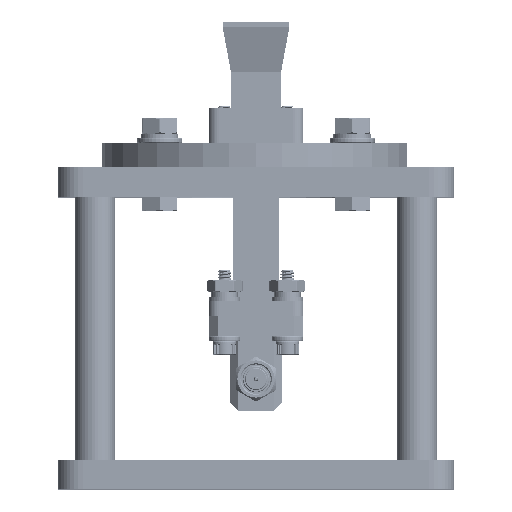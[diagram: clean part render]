
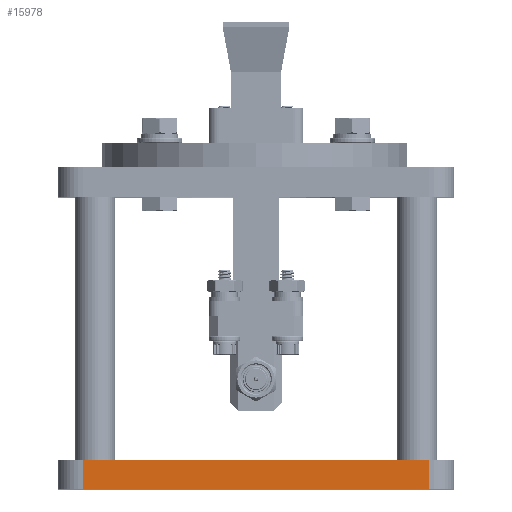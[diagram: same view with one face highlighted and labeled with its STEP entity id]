
A CAD part, top view. The second image highlights one B-rep face of the part: STEP entity #15978.
In plain terms, the highlighted face is planar.
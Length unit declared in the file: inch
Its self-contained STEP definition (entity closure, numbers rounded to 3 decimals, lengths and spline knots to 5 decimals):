
#473 = AXIS2_PLACEMENT_3D ( 'NONE', #10988, #581, #39649 ) ;
#581 = DIRECTION ( 'NONE',  ( 0., 0., 1. ) ) ;
#4478 = CARTESIAN_POINT ( 'NONE',  ( 1.37795, 0.23622, -1.5748 ) ) ;
#5273 = EDGE_LOOP ( 'NONE', ( #7467, #15998, #16486, #20970 ) ) ;
#6096 = CARTESIAN_POINT ( 'NONE',  ( -1.37795, 0.23622, -1.5748 ) ) ;
#6357 = CARTESIAN_POINT ( 'NONE',  ( 1.37795, 0.23622, -1.5748 ) ) ;
#7345 = EDGE_CURVE ( 'NONE', #33453, #25584, #15338, .T. ) ;
#7467 = ORIENTED_EDGE ( 'NONE', *, *, #16886, .T. ) ;
#8325 = VECTOR ( 'NONE', #41168, 39.37008 ) ;
#10375 = LINE ( 'NONE', #28598, #23187 ) ;
#10988 = CARTESIAN_POINT ( 'NONE',  ( -1.37795, 0.23622, -1.5748 ) ) ;
#14808 = EDGE_CURVE ( 'NONE', #19725, #44175, #35742, .T. ) ;
#15338 = LINE ( 'NONE', #4478, #8325 ) ;
#15978 = ADVANCED_FACE ( 'NONE', ( #21393 ), #25197, .F. ) ;
#15998 = ORIENTED_EDGE ( 'NONE', *, *, #14808, .F. ) ;
#16486 = ORIENTED_EDGE ( 'NONE', *, *, #27863, .F. ) ;
#16886 = EDGE_CURVE ( 'NONE', #25584, #44175, #10375, .T. ) ;
#18086 = CARTESIAN_POINT ( 'NONE',  ( -1.37795, 0., -1.5748 ) ) ;
#19114 = LINE ( 'NONE', #44026, #23801 ) ;
#19725 = VERTEX_POINT ( 'NONE', #39147 ) ;
#20970 = ORIENTED_EDGE ( 'NONE', *, *, #7345, .T. ) ;
#21393 = FACE_OUTER_BOUND ( 'NONE', #5273, .T. ) ;
#22214 = DIRECTION ( 'NONE',  ( -1., 0., 0. ) ) ;
#23187 = VECTOR ( 'NONE', #43046, 39.37008 ) ;
#23801 = VECTOR ( 'NONE', #22214, 39.37008 ) ;
#25197 = PLANE ( 'NONE',  #473 ) ;
#25584 = VERTEX_POINT ( 'NONE', #31745 ) ;
#27863 = EDGE_CURVE ( 'NONE', #33453, #19725, #19114, .T. ) ;
#28347 = VECTOR ( 'NONE', #28401, 39.37008 ) ;
#28401 = DIRECTION ( 'NONE',  ( 0., -1., 0. ) ) ;
#28598 = CARTESIAN_POINT ( 'NONE',  ( -1.37795, 0., -1.5748 ) ) ;
#31745 = CARTESIAN_POINT ( 'NONE',  ( 1.37795, 0., -1.5748 ) ) ;
#33453 = VERTEX_POINT ( 'NONE', #6357 ) ;
#35742 = LINE ( 'NONE', #6096, #28347 ) ;
#39147 = CARTESIAN_POINT ( 'NONE',  ( -1.37795, 0.23622, -1.5748 ) ) ;
#39649 = DIRECTION ( 'NONE',  ( 1., 0., 0. ) ) ;
#41168 = DIRECTION ( 'NONE',  ( 0., -1., 0. ) ) ;
#43046 = DIRECTION ( 'NONE',  ( -1., 0., 0. ) ) ;
#44026 = CARTESIAN_POINT ( 'NONE',  ( -1.37795, 0.23622, -1.5748 ) ) ;
#44175 = VERTEX_POINT ( 'NONE', #18086 ) ;
